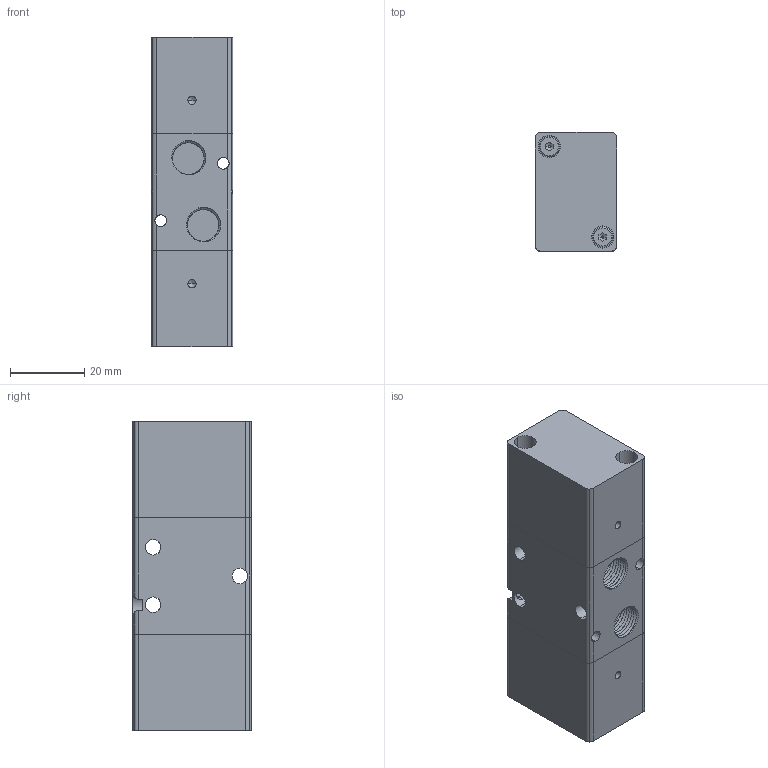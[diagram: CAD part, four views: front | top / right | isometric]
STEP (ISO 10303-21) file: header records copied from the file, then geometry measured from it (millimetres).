
FILE_DESCRIPTION((''),'2;1');
FILE_NAME('00_025_4.stp','2003-01-01T17:45:26',('Branislav Petkovic'),('AZ Pneumatica'),'AutoCAD STEP 2000i','AutoCAD 2000i','Via J. F. Kennedy, 26, 20020 Misinto (MI), ITALY');
FILE_SCHEMA(('CONFIG_CONTROL_DESIGN'));
Length unit declared in the file: millimetre
Products named in the file (5): 00_025_4; 321 TELO; PART1; X21 PNEUMATIKA; PART2
Assembly tree (5 placements, depth 3):
  00_025_4
    321 TELO
      PART1
    X21 PNEUMATIKA  x2
      PART2
Bounding box: 22 x 32 x 83.5 mm (x, y, z)
Surface area: 17490.1 mm2 (no closed solid volume)
Topology: 0 solids, 3 shells, 307 faces, 861 edges, 571 vertices
Faces by surface type: cylinder 214, plane 63, bspline 18, cone 12
Entity records: 18613 total; most frequent: CARTESIAN_POINT 13469, ORIENTED_EDGE 1178, DIRECTION 859, EDGE_CURVE 589, VERTEX_POINT 392, AXIS2_PLACEMENT_3D 323, B_SPLINE_CURVE_WITH_KNOTS 239, EDGE_LOOP 229
